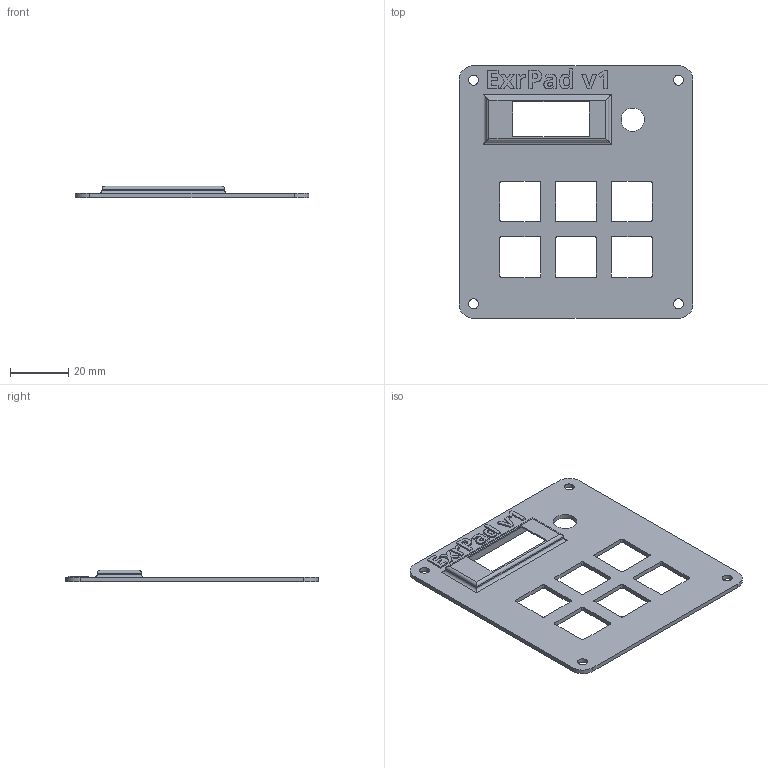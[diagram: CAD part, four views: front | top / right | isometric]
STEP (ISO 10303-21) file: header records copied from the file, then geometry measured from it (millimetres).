
FILE_DESCRIPTION(/* description */ ('STEP AP242 Edition 2','CAx-IF Rec.Pracs.---Representation and Presentation of Product Manufacturing Information (PMI)---4.0---2014-10-13','CAx-IF Rec.Pracs.---3D Tessellated Geometry---0.4---2014-09-14','2;1','CAx-IF Rec.Pracs.---User Defined Attributes---1.5---2016-08-15'),/* implementation_level */ '2;1');
FILE_NAME(/* name */ '695817b4facb1e7efbb3b904',/* time_stamp */ '2026-01-02T19:08:37Z',/* author */ (''),/* organization */ (''),/* preprocessor_version */ 'ST-DEVELOPER v20',/* originating_system */ 'ONSHAPE BY PTC INC, 1.208',/* authorisation */ ' ');
FILE_SCHEMA (('AP242_MANAGED_MODEL_BASED_3D_ENGINEERING_MIM_LF { 1 0 10303 442 3 1 4 }'));
Length unit declared in the file: metre
Products named in the file (1): Part 1
Bounding box: 80.15 x 86.6 x 4 mm (x, y, z)
Volume: 8132.9 mm3; surface area: 12469.1 mm2
Topology: 1 solids, 1 shells, 217 faces, 598 edges, 396 vertices
Faces by surface type: plane 128, cylinder 46, bspline 43
Full cylindrical faces by diameter (mm): 3.4 x4, 8.021 x1
Entity records: 7960 total; most frequent: CARTESIAN_POINT 1680, ORIENTED_EDGE 1186, DIRECTION 941, EDGE_CURVE 593, LINE 423, VECTOR 423, VERTEX_POINT 396, EDGE_LOOP 259
